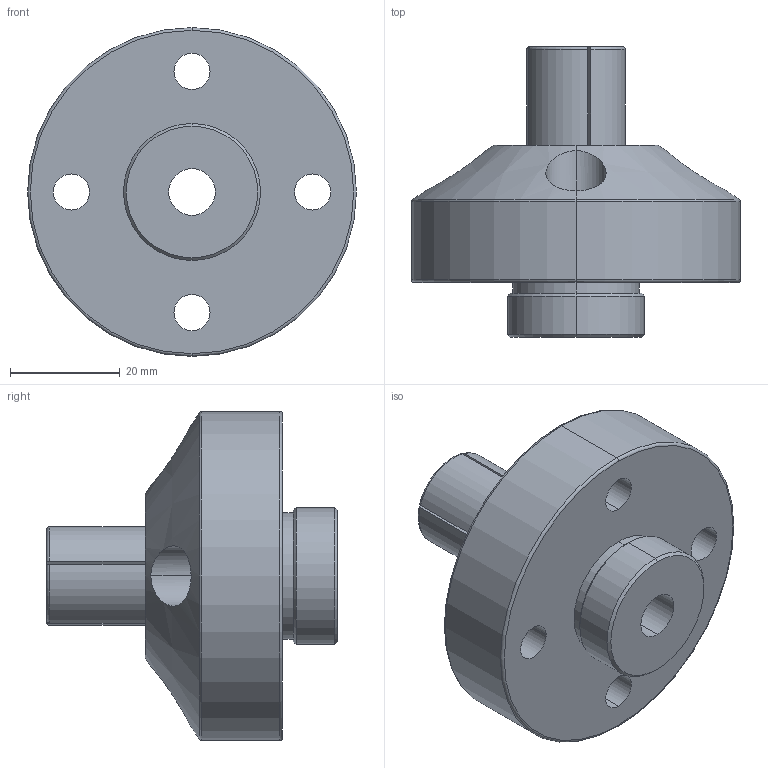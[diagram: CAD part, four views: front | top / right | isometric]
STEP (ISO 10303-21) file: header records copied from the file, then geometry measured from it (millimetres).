
FILE_DESCRIPTION (( 'STEP AP214' ), '1' );
FILE_NAME ('SF-BJ500-1860.STEP', '2025-03-24T07:34:15', ( 'Windows 蚚誧' ), ( 'Organization' ), 'SwSTEP 2.0', 'SolidWorks 2020', '' );
FILE_SCHEMA (( 'AUTOMOTIVE_DESIGN' ));
Length unit declared in the file: millimetre
Products named in the file (3): SF-BJ500-1860; 隅弇輸; 壩梠种
Assembly tree (2 placements, depth 2):
  SF-BJ500-1860
    隅弇輸
    壩梠种
Bounding box: 60 x 53 x 60 mm (x, y, z)
Volume: 58462.8 mm3; surface area: 16249.9 mm2
Topology: 2 solids, 2 shells, 89 faces, 222 edges, 142 vertices
Faces by surface type: cylinder 36, plane 31, torus 12, cone 10
Entity records: 3230 total; most frequent: CARTESIAN_POINT 854, DIRECTION 496, ORIENTED_EDGE 444, EDGE_CURVE 222, AXIS2_PLACEMENT_3D 204, VERTEX_POINT 142, CIRCLE 110, EDGE_LOOP 106
